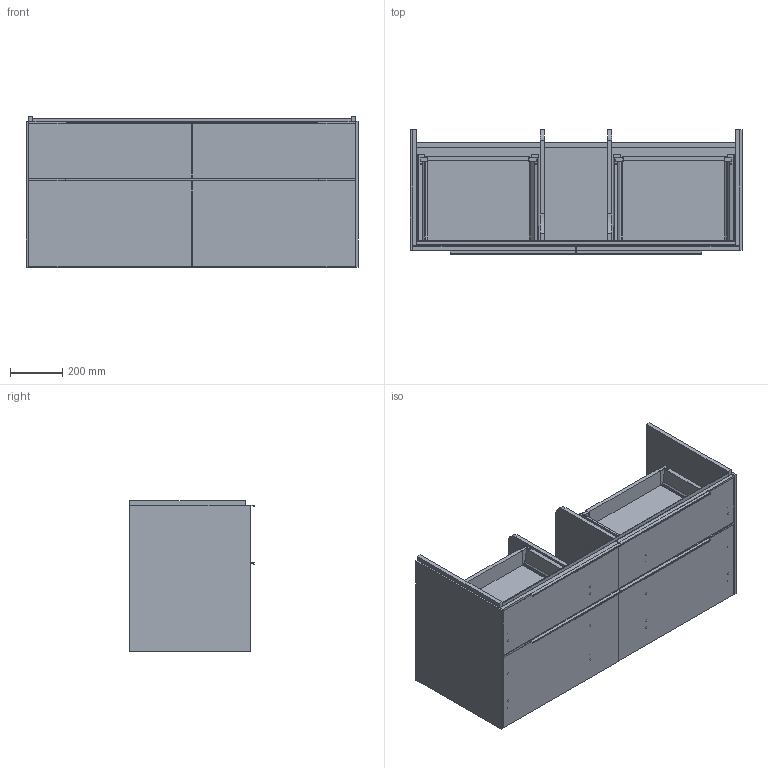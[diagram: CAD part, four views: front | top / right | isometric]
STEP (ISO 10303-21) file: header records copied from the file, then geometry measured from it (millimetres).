
FILE_DESCRIPTION(/* description */ (''),/* implementation_level */ '2;1');
FILE_NAME(/* name */ 'TK026_C6020Z_RFS.stp',/* time_stamp */ '2020-12-01T14:53:46+01:00',/* author */ ('StegeR'),/* organization */ (''),/* preprocessor_version */ 'ST-DEVELOPER v16.1',/* originating_system */ 'Autodesk Inventor 2016',/* authorisation */ '');
FILE_SCHEMA (('AUTOMOTIVE_DESIGN { 1 0 10303 214 3 1 1 }'));
Products named in the file (1): TK026_C6020Z_RFS
Bounding box: 1272 x 478 x 576 mm (x, y, z)
Volume: 54149741.3 mm3; surface area: 8767755.4 mm2
Topology: 57 solids, 57 shells, 3642 faces, 9908 edges, 6596 vertices
Faces by surface type: plane 2560, cylinder 1070, cone 12
Full cylindrical faces by diameter (mm): 2.5 x4, 4 x8, 5 x20, 5.1 x8, 6 x24, 7.2 x4, 10 x24, 12 x4, 12.2 x4
Entity records: 115045 total; most frequent: CARTESIAN_POINT 20151, ORIENTED_EDGE 19568, DIRECTION 19262, EDGE_CURVE 9784, LINE 7536, VECTOR 7536, VERTEX_POINT 6584, AXIS2_PLACEMENT_3D 5863
